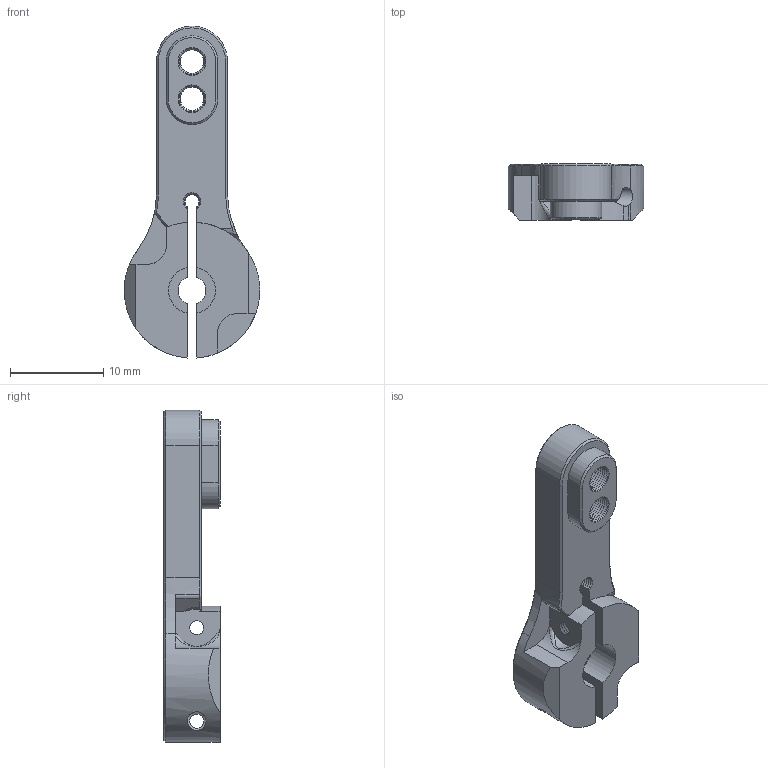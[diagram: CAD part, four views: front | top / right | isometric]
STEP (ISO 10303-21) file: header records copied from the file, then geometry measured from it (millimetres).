
FILE_DESCRIPTION(/* description */ (''),/* implementation_level */ '2;1');
FILE_NAME(/* name */ 'STEP214 Servo Arm for DS3218MG.step',/* time_stamp */ '2023-06-13T18:43:20-07:00',/* author */ (''),/* organization */ (''),/* preprocessor_version */ 'ST-DEVELOPER v19.2',/* originating_system */ 'Autodesk Translation Framework v12.6.0.85',/* authorisation */ '');
FILE_SCHEMA (('AUTOMOTIVE_DESIGN { 1 0 10303 214 3 1 1 }'));
Length unit declared in the file: millimetre
Products named in the file (1): STEP214 Servo Arm for DS3218MG
Bounding box: 14.5 x 6 x 35.53 mm (x, y, z)
Volume: 1309.9 mm3; surface area: 1598.4 mm2
Topology: 1 solids, 1 shells, 356 faces, 970 edges, 615 vertices
Faces by surface type: cone 203, cylinder 113, plane 33, bspline 7
Full cylindrical faces by diameter (mm): 1.5 x40, 2 x1, 2.5 x36
Entity records: 12733 total; most frequent: CARTESIAN_POINT 3512, DIRECTION 2075, ORIENTED_EDGE 1938, EDGE_CURVE 969, AXIS2_PLACEMENT_3D 852, VERTEX_POINT 615, CIRCLE 498, LINE 371
